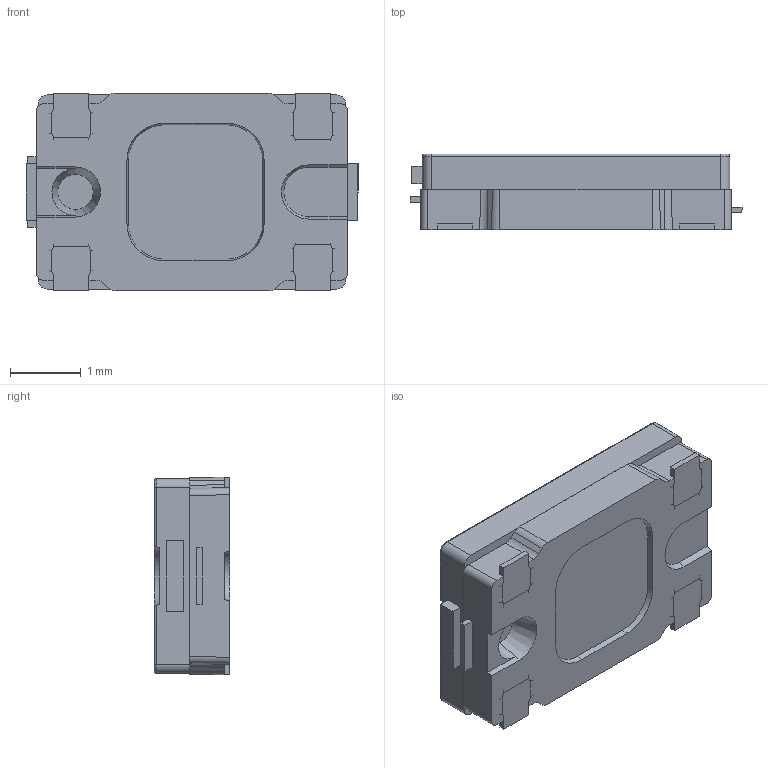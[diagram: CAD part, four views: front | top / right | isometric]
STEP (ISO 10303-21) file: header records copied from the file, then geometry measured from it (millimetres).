
FILE_DESCRIPTION (( 'STEP AP214' ), '1' );
FILE_NAME ('SC_AAA.STEP', '2019-02-19T01:53:32', ( '' ), ( '' ), 'SwSTEP 2.0', 'SolidWorks 2016', '' );
FILE_SCHEMA (( 'AUTOMOTIVE_DESIGN' ));
Length unit declared in the file: millimetre
Products named in the file (6): SC_AAA; SC外形用_SC-SBY-902; SC外形用_SB-PAT-901(製品部)SM-FLAT-PATTERN; SC外形用_SB-PBT-901(製品部); SC_AAA外形用_SC-SCO-901; SC_AAA外形用_SB-PCT-901(製品部)
Assembly tree (5 placements, depth 2):
  SC_AAA
    SC外形用_SC-SBY-902
    SC外形用_SB-PAT-901(製品部)SM-FLAT-PATTERN
    SC外形用_SB-PBT-901(製品部)
    SC_AAA外形用_SC-SCO-901
    SC_AAA外形用_SB-PCT-901(製品部)
Bounding box: 4.7 x 1.07 x 2.8 mm (x, y, z)
Volume: 12.1 mm3; surface area: 134.3 mm2
Topology: 8 solids, 8 shells, 506 faces, 1247 edges, 756 vertices
Faces by surface type: plane 295, cylinder 137, bspline 56, cone 14, torus 4
Entity records: 15717 total; most frequent: CARTESIAN_POINT 3537, ORIENTED_EDGE 2494, DIRECTION 2229, EDGE_CURVE 1247, VECTOR 785, LINE 785, VERTEX_POINT 756, AXIS2_PLACEMENT_3D 722
